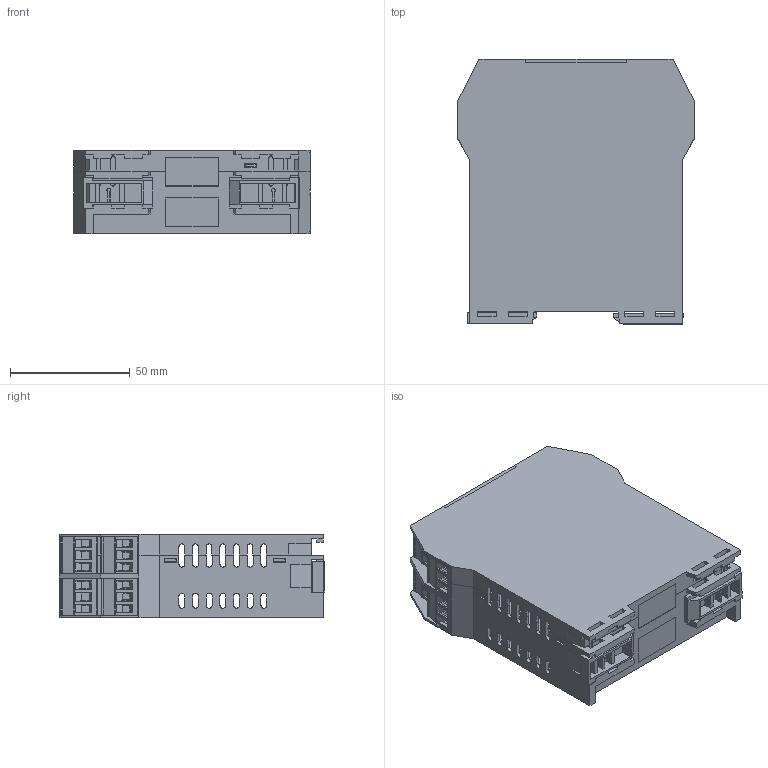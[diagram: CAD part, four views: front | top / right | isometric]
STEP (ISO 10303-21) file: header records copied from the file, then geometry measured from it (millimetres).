
FILE_DESCRIPTION(/* description */ (''),/* implementation_level */ '2;1');
FILE_NAME(/* name */ 'Z-SUPPLY.iam.stp',/* time_stamp */ '2017-03-13T15:36:56+01:00',/* author */ ('teso'),/* organization */ (''),/* preprocessor_version */ 'ST-DEVELOPER v16.5',/* originating_system */ 'Autodesk Inventor 2017',/* authorisation */ '');
FILE_SCHEMA (('AUTOMOTIVE_DESIGN { 1 0 10303 214 3 1 1 }'));
Length unit declared in the file: millimetre
Products named in the file (15): Z-SUPPLY; contenitore; gancio fissaggio; connettore bus; contenitore_1; Fix1_MIR1; Coperchio-post.; Coperchio-ant.2; MSTB_2.5_3-ST-5.08; Tappo-morsetti; MSTB_2.5_3-ST-5.08_MIR3; MSTB_2.5_3-ST-5.08_MIR4; MSTB_2.5_3-ST-5.08_MIR3_MIR; micro usb; Tappo-morsetti_MIR
Assembly tree (23 placements, depth 2):
  Z-SUPPLY
    contenitore
    gancio fissaggio
    connettore bus
    Coperchio-post.  x2
    contenitore_1
    Fix1_MIR1
    Coperchio-ant.2
    MSTB_2.5_3-ST-5.08  x2
    Tappo-morsetti  x4
    MSTB_2.5_3-ST-5.08_MIR3  x2
    MSTB_2.5_3-ST-5.08_MIR4  x2
    MSTB_2.5_3-ST-5.08_MIR3_MIR  x2
    micro usb
    Tappo-morsetti_MIR  x2
Bounding box: 98.5 x 110.83 x 35 mm (x, y, z)
Volume: 79580.1 mm3; surface area: 100602.8 mm2
Topology: 23 solids, 23 shells, 2816 faces, 7513 edges, 4902 vertices
Faces by surface type: plane 2283, cylinder 529, cone 4
Full cylindrical faces by diameter (mm): 0.609 x8, 1.4 x24, 1.5 x4, 1.6 x4, 2.8 x24, 3 x4, 3.783 x24, 4 x24
Entity records: 59014 total; most frequent: CARTESIAN_POINT 10187, ORIENTED_EDGE 9970, DIRECTION 9503, EDGE_CURVE 4985, LINE 4283, VECTOR 4283, VERTEX_POINT 3294, AXIS2_PLACEMENT_3D 2610
